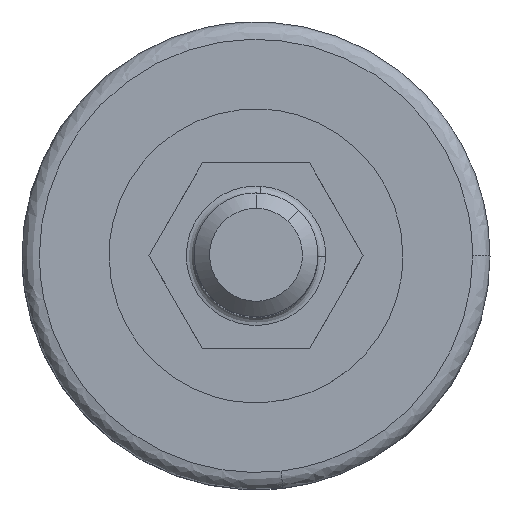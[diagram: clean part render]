
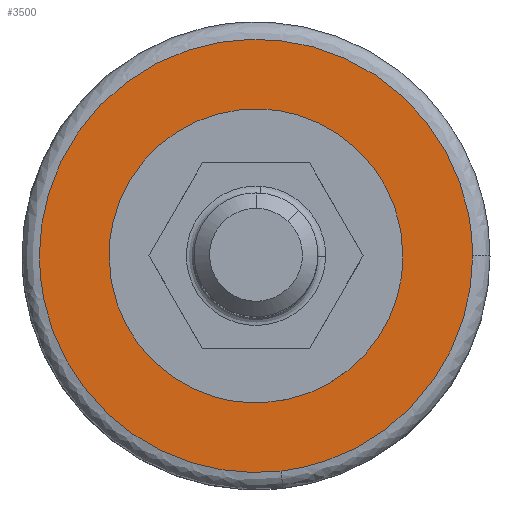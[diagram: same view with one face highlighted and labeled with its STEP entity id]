
A CAD part, top view. The second image highlights one B-rep face of the part: STEP entity #3500.
In plain terms, the highlighted free-form (B-spline) face has degree [1, 1] with [2, 2] control points.
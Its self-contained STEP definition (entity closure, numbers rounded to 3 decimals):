
#2634=CARTESIAN_POINT('',(-0.757,6.053,16.0));
#2635=VERTEX_POINT('',#2634);
#2641=CARTESIAN_POINT('',(-6.1,0.0,16.0));
#2642=VERTEX_POINT('',#2641);
#2643=CARTESIAN_POINT('',(-0.757,6.053,16.0));
#2644=CARTESIAN_POINT('',(-6.1,5.384,16.0));
#2645=CARTESIAN_POINT('',(-6.1,0.0,16.0));
#2653=(BOUNDED_CURVE()B_SPLINE_CURVE(2,(#2643,#2644,#2645),.UNSPECIFIED.,.F.,.U.)B_SPLINE_CURVE_WITH_KNOTS((3,3),(0.271,0.5),.UNSPECIFIED.)CURVE()GEOMETRIC_REPRESENTATION_ITEM()RATIONAL_B_SPLINE_CURVE((0.954,0.732,1.0))REPRESENTATION_ITEM(''));
#2654=EDGE_CURVE('',#2635,#2642,#2653,.T.);
#2656=CARTESIAN_POINT('',(0.053,-6.1,16.0));
#2657=VERTEX_POINT('',#2656);
#2658=CARTESIAN_POINT('',(-6.1,0.0,16.0));
#2659=CARTESIAN_POINT('',(-6.1,-6.1,16.0));
#2660=CARTESIAN_POINT('',(0.0,-6.1,16.0));
#2661=CARTESIAN_POINT('',(0.027,-6.1,16.));
#2662=CARTESIAN_POINT('',(0.053,-6.1,16.));
#2670=(BOUNDED_CURVE()B_SPLINE_CURVE(2,(#2658,#2659,#2660,#2661,#2662),.UNSPECIFIED.,.F.,.U.)B_SPLINE_CURVE_WITH_KNOTS((3,2,3),(0.5,0.75,0.752),.UNSPECIFIED.)CURVE()GEOMETRIC_REPRESENTATION_ITEM()RATIONAL_B_SPLINE_CURVE((1.0,0.707,1.0,0.998,0.996))REPRESENTATION_ITEM(''));
#2671=EDGE_CURVE('',#2642,#2657,#2670,.T.);
#2751=CARTESIAN_POINT('',(6.1,0.0,16.0));
#2752=VERTEX_POINT('',#2751);
#2753=CARTESIAN_POINT('',(0.053,-6.1,16.));
#2754=CARTESIAN_POINT('',(6.1,-6.047,16.));
#2755=CARTESIAN_POINT('',(6.1,0.0,16.0));
#2763=(BOUNDED_CURVE()B_SPLINE_CURVE(2,(#2753,#2754,#2755),.UNSPECIFIED.,.F.,.U.)B_SPLINE_CURVE_WITH_KNOTS((3,3),(0.752,1.0),.UNSPECIFIED.)CURVE()GEOMETRIC_REPRESENTATION_ITEM()RATIONAL_B_SPLINE_CURVE((0.996,0.709,1.0))REPRESENTATION_ITEM(''));
#2764=EDGE_CURVE('',#2657,#2752,#2763,.T.);
#2766=CARTESIAN_POINT('',(6.1,0.0,16.0));
#2767=CARTESIAN_POINT('',(6.1,6.1,16.0));
#2768=CARTESIAN_POINT('',(0.0,6.1,16.0));
#2769=CARTESIAN_POINT('',(-0.38,6.1,16.0));
#2770=CARTESIAN_POINT('',(-0.757,6.053,16.));
#2778=(BOUNDED_CURVE()B_SPLINE_CURVE(2,(#2766,#2767,#2768,#2769,#2770),.UNSPECIFIED.,.F.,.U.)B_SPLINE_CURVE_WITH_KNOTS((3,2,3),(0.0,0.25,0.271),.UNSPECIFIED.)CURVE()GEOMETRIC_REPRESENTATION_ITEM()RATIONAL_B_SPLINE_CURVE((1.0,0.707,1.0,0.975,0.954))REPRESENTATION_ITEM(''));
#2779=EDGE_CURVE('',#2752,#2635,#2778,.T.);
#3362=CARTESIAN_POINT('',(3.233,-27.813,16.0));
#3363=VERTEX_POINT('',#3362);
#3364=CARTESIAN_POINT('',(-28.0,0.0,16.0));
#3365=VERTEX_POINT('',#3364);
#3366=CARTESIAN_POINT('',(3.233,-27.813,16.));
#3367=CARTESIAN_POINT('',(1.622,-28.,16.));
#3368=CARTESIAN_POINT('',(0.0,-28.0,16.0));
#3369=CARTESIAN_POINT('',(-28.,-28.,16.0));
#3370=CARTESIAN_POINT('',(-28.0,0.0,16.0));
#3378=(BOUNDED_CURVE()B_SPLINE_CURVE(2,(#3366,#3367,#3368,#3369,#3370),.UNSPECIFIED.,.F.,.U.)B_SPLINE_CURVE_WITH_KNOTS((3,2,3),(0.73,0.75,1.0),.UNSPECIFIED.)CURVE()GEOMETRIC_REPRESENTATION_ITEM()RATIONAL_B_SPLINE_CURVE((0.957,0.977,1.0,0.707,1.0))REPRESENTATION_ITEM(''));
#3379=EDGE_CURVE('',#3363,#3365,#3378,.T.);
#3381=CARTESIAN_POINT('',(28.,0.,16.0));
#3382=VERTEX_POINT('',#3381);
#3383=CARTESIAN_POINT('',(-28.0,0.0,16.0));
#3384=CARTESIAN_POINT('',(-28.,28.,16.0));
#3385=CARTESIAN_POINT('',(0.0,28.0,16.0));
#3386=CARTESIAN_POINT('',(28.,28.,16.0));
#3387=CARTESIAN_POINT('',(28.,0.,16.0));
#3395=(BOUNDED_CURVE()B_SPLINE_CURVE(2,(#3383,#3384,#3385,#3386,#3387),.UNSPECIFIED.,.F.,.U.)B_SPLINE_CURVE_WITH_KNOTS((3,2,3),(0.0,0.25,0.5),.UNSPECIFIED.)CURVE()GEOMETRIC_REPRESENTATION_ITEM()RATIONAL_B_SPLINE_CURVE((1.0,0.707,1.0,0.707,1.0))REPRESENTATION_ITEM(''));
#3396=EDGE_CURVE('',#3365,#3382,#3395,.T.);
#3448=CARTESIAN_POINT('',(28.,0.,16.0));
#3449=CARTESIAN_POINT('',(28.,-24.934,16.0));
#3450=CARTESIAN_POINT('',(3.233,-27.813,16.));
#3458=(BOUNDED_CURVE()B_SPLINE_CURVE(2,(#3448,#3449,#3450),.UNSPECIFIED.,.F.,.U.)B_SPLINE_CURVE_WITH_KNOTS((3,3),(0.5,0.73),.UNSPECIFIED.)CURVE()GEOMETRIC_REPRESENTATION_ITEM()RATIONAL_B_SPLINE_CURVE((1.0,0.731,0.957))REPRESENTATION_ITEM(''));
#3459=EDGE_CURVE('',#3382,#3363,#3458,.T.);
#3484=CARTESIAN_POINT('',(-30.797,-30.797,16.0));
#3485=CARTESIAN_POINT('',(30.797,-30.797,16.0));
#3486=CARTESIAN_POINT('',(-30.797,30.797,16.0));
#3487=CARTESIAN_POINT('',(30.797,30.797,16.0));
#3488=B_SPLINE_SURFACE_WITH_KNOTS('',1,1,((#3484,#3486),(#3485,#3487)),.UNSPECIFIED.,.F.,.F.,.U.,(2,2),(2,2),(0.0,61.594),(0.0,61.594),.UNSPECIFIED.);
#3489=ORIENTED_EDGE('',*,*,#3379,.F.);
#3490=ORIENTED_EDGE('',*,*,#3459,.F.);
#3491=ORIENTED_EDGE('',*,*,#3396,.F.);
#3492=EDGE_LOOP('',(#3489,#3490,#3491));
#3493=FACE_OUTER_BOUND('',#3492,.T.);
#3494=ORIENTED_EDGE('',*,*,#2671,.F.);
#3495=ORIENTED_EDGE('',*,*,#2654,.F.);
#3496=ORIENTED_EDGE('',*,*,#2779,.F.);
#3497=ORIENTED_EDGE('',*,*,#2764,.F.);
#3498=EDGE_LOOP('',(#3494,#3495,#3496,#3497));
#3499=FACE_BOUND('',#3498,.T.);
#3500=ADVANCED_FACE('',(#3493,#3499),#3488,.T.);
